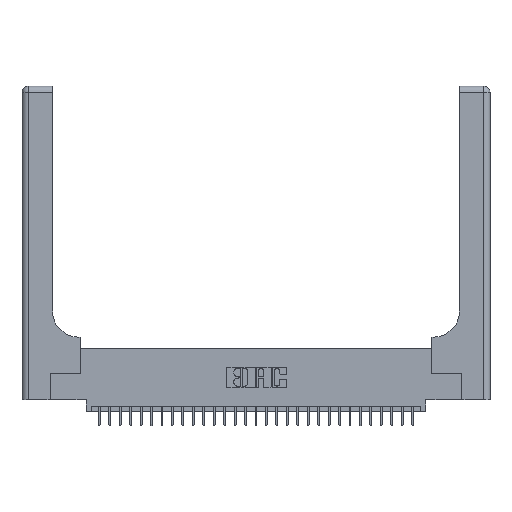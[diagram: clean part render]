
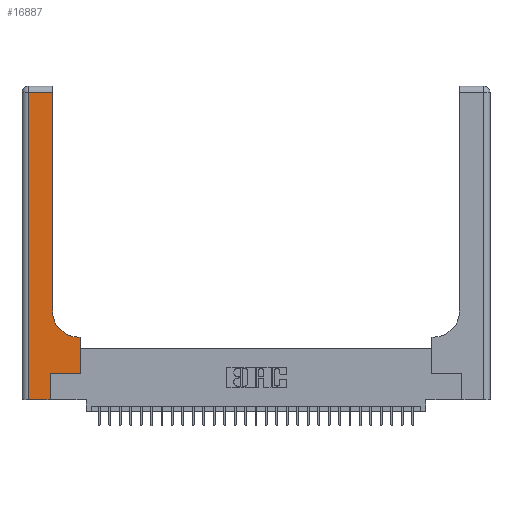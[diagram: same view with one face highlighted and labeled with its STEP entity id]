
A CAD part, top view. The second image highlights one B-rep face of the part: STEP entity #16887.
In plain terms, the highlighted planar face has unit normal (0, 0, 1).
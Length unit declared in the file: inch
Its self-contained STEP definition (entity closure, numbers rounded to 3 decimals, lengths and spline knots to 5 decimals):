
#341 = CARTESIAN_POINT ( 'NONE',  ( 0., 0., 0.37 ) ) ;
#715 = VECTOR ( 'NONE', #29747, 39.37008 ) ;
#1052 = LINE ( 'NONE', #15276, #27197 ) ;
#1136 = DIRECTION ( 'NONE',  ( 1., 0., 0. ) ) ;
#1355 = DIRECTION ( 'NONE',  ( 0., 0., -1. ) ) ;
#1552 = ORIENTED_EDGE ( 'NONE', *, *, #18057, .T. ) ;
#1837 = CARTESIAN_POINT ( 'NONE',  ( 0.269, 0., 0.37 ) ) ;
#3304 = DIRECTION ( 'NONE',  ( 0., 1., 0. ) ) ;
#3701 = CARTESIAN_POINT ( 'NONE',  ( 0.5585, 0.6, 0.37 ) ) ;
#4072 = VERTEX_POINT ( 'NONE', #5592 ) ;
#5377 = EDGE_CURVE ( 'NONE', #13153, #6947, #22797, .T. ) ;
#5592 = CARTESIAN_POINT ( 'NONE',  ( 0.5415, 0.6, 0.37 ) ) ;
#6330 = VERTEX_POINT ( 'NONE', #25493 ) ;
#6947 = VERTEX_POINT ( 'NONE', #17075 ) ;
#9362 = CARTESIAN_POINT ( 'NONE',  ( 0., 2.94, 0.37 ) ) ;
#9541 = EDGE_CURVE ( 'NONE', #6947, #10789, #21704, .T. ) ;
#10131 = VERTEX_POINT ( 'NONE', #29557 ) ;
#10431 = ORIENTED_EDGE ( 'NONE', *, *, #5377, .T. ) ;
#10632 = EDGE_CURVE ( 'NONE', #11109, #4072, #1052, .T. ) ;
#10761 = LINE ( 'NONE', #13748, #21878 ) ;
#10789 = VERTEX_POINT ( 'NONE', #1837 ) ;
#10829 = CARTESIAN_POINT ( 'NONE',  ( 0.5415, 0.85, 0.37 ) ) ;
#10963 = CARTESIAN_POINT ( 'NONE',  ( 0.06, 2.94, 0.37 ) ) ;
#11109 = VERTEX_POINT ( 'NONE', #3701 ) ;
#11110 = CARTESIAN_POINT ( 'NONE',  ( 0.5585, 0.25, 0.37 ) ) ;
#11809 = VECTOR ( 'NONE', #3304, 39.37008 ) ;
#13153 = VERTEX_POINT ( 'NONE', #10963 ) ;
#13528 = VECTOR ( 'NONE', #14255, 39.37008 ) ;
#13748 = CARTESIAN_POINT ( 'NONE',  ( 0.2915, 3., 0.37 ) ) ;
#13774 = ORIENTED_EDGE ( 'NONE', *, *, #22129, .T. ) ;
#14255 = DIRECTION ( 'NONE',  ( 1., 0., 0. ) ) ;
#14376 = EDGE_LOOP ( 'NONE', ( #13774, #24236, #10431, #27993, #1552, #27225, #24914, #20580, #23969 ) ) ;
#14750 = EDGE_CURVE ( 'NONE', #6330, #13153, #23010, .T. ) ;
#15196 = LINE ( 'NONE', #24973, #715 ) ;
#15276 = CARTESIAN_POINT ( 'NONE',  ( 0.2915, 0.6, 0.37 ) ) ;
#15935 = PLANE ( 'NONE',  #16820 ) ;
#16820 = AXIS2_PLACEMENT_3D ( 'NONE', #20993, #30618, #25406 ) ;
#16887 = ADVANCED_FACE ( 'NONE', ( #28093 ), #15935, .F. ) ;
#17075 = CARTESIAN_POINT ( 'NONE',  ( 0.06, 0., 0.37 ) ) ;
#17791 = DIRECTION ( 'NONE',  ( 1., 0., 0. ) ) ;
#18057 = EDGE_CURVE ( 'NONE', #10789, #23554, #24787, .T. ) ;
#18211 = DIRECTION ( 'NONE',  ( 0., 1., 0. ) ) ;
#18675 = CARTESIAN_POINT ( 'NONE',  ( 0.06, 3., 0.37 ) ) ;
#18756 = VECTOR ( 'NONE', #1136, 39.37008 ) ;
#18977 = EDGE_CURVE ( 'NONE', #23554, #28726, #22813, .T. ) ;
#20118 = CARTESIAN_POINT ( 'NONE',  ( 0.269, 0.25, 0.37 ) ) ;
#20580 = ORIENTED_EDGE ( 'NONE', *, *, #10632, .T. ) ;
#20993 = CARTESIAN_POINT ( 'NONE',  ( 0., 3., 0.37 ) ) ;
#21704 = LINE ( 'NONE', #341, #13528 ) ;
#21878 = VECTOR ( 'NONE', #18211, 39.37008 ) ;
#22129 = EDGE_CURVE ( 'NONE', #10131, #6330, #10761, .T. ) ;
#22797 = LINE ( 'NONE', #18675, #28532 ) ;
#22813 = LINE ( 'NONE', #20118, #18756 ) ;
#23010 = LINE ( 'NONE', #9362, #26814 ) ;
#23183 = EDGE_CURVE ( 'NONE', #28726, #11109, #15196, .T. ) ;
#23554 = VERTEX_POINT ( 'NONE', #27317 ) ;
#23969 = ORIENTED_EDGE ( 'NONE', *, *, #27093, .T. ) ;
#24236 = ORIENTED_EDGE ( 'NONE', *, *, #14750, .T. ) ;
#24787 = LINE ( 'NONE', #29716, #11809 ) ;
#24893 = DIRECTION ( 'NONE',  ( -1., 0., 0. ) ) ;
#24914 = ORIENTED_EDGE ( 'NONE', *, *, #23183, .T. ) ;
#24973 = CARTESIAN_POINT ( 'NONE',  ( 0.5585, 0.25, 0.37 ) ) ;
#25046 = AXIS2_PLACEMENT_3D ( 'NONE', #10829, #1355, #17791 ) ;
#25406 = DIRECTION ( 'NONE',  ( -1., 0., 0. ) ) ;
#25493 = CARTESIAN_POINT ( 'NONE',  ( 0.2915, 2.94, 0.37 ) ) ;
#26814 = VECTOR ( 'NONE', #30996, 39.37008 ) ;
#27093 = EDGE_CURVE ( 'NONE', #4072, #10131, #30616, .T. ) ;
#27197 = VECTOR ( 'NONE', #24893, 39.37008 ) ;
#27225 = ORIENTED_EDGE ( 'NONE', *, *, #18977, .T. ) ;
#27317 = CARTESIAN_POINT ( 'NONE',  ( 0.269, 0.25, 0.37 ) ) ;
#27654 = DIRECTION ( 'NONE',  ( 0., -1., 0. ) ) ;
#27993 = ORIENTED_EDGE ( 'NONE', *, *, #9541, .T. ) ;
#28093 = FACE_OUTER_BOUND ( 'NONE', #14376, .T. ) ;
#28532 = VECTOR ( 'NONE', #27654, 39.37008 ) ;
#28726 = VERTEX_POINT ( 'NONE', #11110 ) ;
#29557 = CARTESIAN_POINT ( 'NONE',  ( 0.2915, 0.85, 0.37 ) ) ;
#29716 = CARTESIAN_POINT ( 'NONE',  ( 0.269, 0., 0.37 ) ) ;
#29747 = DIRECTION ( 'NONE',  ( 0., 1., 0. ) ) ;
#30616 = CIRCLE ( 'NONE', #25046, 0.25 ) ;
#30618 = DIRECTION ( 'NONE',  ( 0., 0., -1. ) ) ;
#30996 = DIRECTION ( 'NONE',  ( -1., 0., 0. ) ) ;
